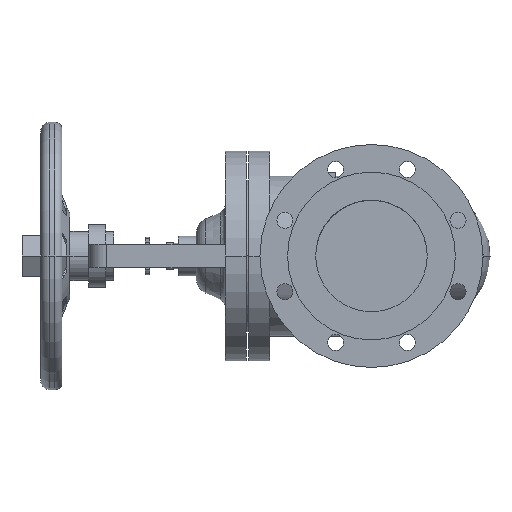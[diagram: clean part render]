
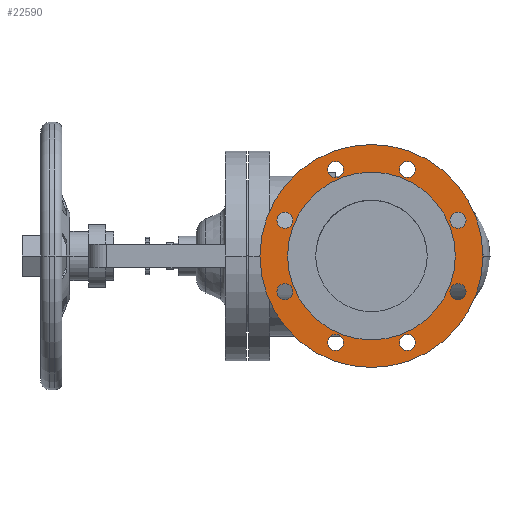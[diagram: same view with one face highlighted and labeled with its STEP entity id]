
A CAD part, left-side view. The second image highlights one B-rep face of the part: STEP entity #22590.
In plain terms, the highlighted planar face has unit normal (-1, 0, 0).
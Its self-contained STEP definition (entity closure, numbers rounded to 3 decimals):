
#10370=CARTESIAN_POINT('',(4.3,0.,-125.));
#10380=VERTEX_POINT('',#10370);
#10540=CARTESIAN_POINT('',(4.3,0.,125.))
;
#10550=VERTEX_POINT('',#10540);
#10580=CARTESIAN_POINT('',(4.3,0.,0.));
#10590=DIRECTION('',(1.,0.,0.));
#10600=DIRECTION('',(0.,0.,-1.));
#10610=AXIS2_PLACEMENT_3D('',#10580,#10590,#10600);
#10620=CIRCLE('',#10610,125.);
#10630=EDGE_CURVE('',#10380,#10550,#10620,.T.);
#10860=CARTESIAN_POINT('',(4.3,40.182,
-88.007));
#10870=VERTEX_POINT('',#10860);
#10900=CARTESIAN_POINT('',(4.3,40.182,
-97.007));
#10910=DIRECTION('',(-1.,0.,0.));
#10920=DIRECTION('',(0.,0.,-1.));
#10930=AXIS2_PLACEMENT_3D('',#10900,#10910,#10920);
#10940=CIRCLE('',#10930,9.);
#10950=CARTESIAN_POINT('',(4.3,40.182,
-106.007));
#10960=VERTEX_POINT('',#10950);
#10970=EDGE_CURVE('',#10960,#10870,#10940,.T.);
#11350=CARTESIAN_POINT('',(4.3,-40.182,
-106.007));
#11360=VERTEX_POINT('',#11350);
#11390=CARTESIAN_POINT('',(4.3,-40.182,
-97.007));
#11400=DIRECTION('',(-1.,0.,0.));
#11410=DIRECTION('',(0.,0.,-1.));
#11420=AXIS2_PLACEMENT_3D('',#11390,#11400,#11410);
#11430=CIRCLE('',#11420,9.);
#11440=CARTESIAN_POINT('',(4.3,-40.182,
-88.007));
#11450=VERTEX_POINT('',#11440);
#11460=EDGE_CURVE('',#11450,#11360,#11430,.T.);
#11840=CARTESIAN_POINT('',(4.3,97.007,
-49.182));
#11850=VERTEX_POINT('',#11840);
#12010=CARTESIAN_POINT('',(4.3,97.007,
-31.182));
#12020=VERTEX_POINT('',#12010);
#12050=CARTESIAN_POINT('',(4.3,97.007,
-40.182));
#12060=DIRECTION('',(-1.,0.,0.));
#12070=DIRECTION('',(0.,0.,-1.));
#12080=AXIS2_PLACEMENT_3D('',#12050,#12060,#12070);
#12090=CIRCLE('',#12080,9.);
#12100=EDGE_CURVE('',#11850,#12020,#12090,.T.);
#12330=CARTESIAN_POINT('',(4.3,-97.007,
-49.182));
#12340=VERTEX_POINT('',#12330);
#12370=CARTESIAN_POINT('',(4.3,-97.007,
-40.182));
#12380=DIRECTION('',(-1.,0.,0.));
#12390=DIRECTION('',(0.,0.,-1.));
#12400=AXIS2_PLACEMENT_3D('',#12370,#12380,#12390);
#12410=CIRCLE('',#12400,9.);
#12420=CARTESIAN_POINT('',(4.3,-97.007,
-31.182));
#12430=VERTEX_POINT('',#12420);
#12440=EDGE_CURVE('',#12430,#12340,#12410,.T.);
#12820=CARTESIAN_POINT('',(4.3,97.007,
31.182));
#12830=VERTEX_POINT('',#12820);
#12990=CARTESIAN_POINT('',(4.3,97.007,
49.182));
#13000=VERTEX_POINT('',#12990);
#13030=CARTESIAN_POINT('',(4.3,97.007,
40.182));
#13040=DIRECTION('',(-1.,0.,0.));
#13050=DIRECTION('',(0.,0.,-1.));
#13060=AXIS2_PLACEMENT_3D('',#13030,#13040,#13050);
#13070=CIRCLE('',#13060,9.);
#13080=EDGE_CURVE('',#12830,#13000,#13070,.T.);
#13310=CARTESIAN_POINT('',(4.3,-97.007,
49.182));
#13320=VERTEX_POINT('',#13310);
#13480=CARTESIAN_POINT('',(4.3,-97.007,
31.182));
#13490=VERTEX_POINT('',#13480);
#13520=CARTESIAN_POINT('',(4.3,-97.007,
40.182));
#13530=DIRECTION('',(-1.,0.,0.));
#13540=DIRECTION('',(0.,0.,-1.));
#13550=AXIS2_PLACEMENT_3D('',#13520,#13530,#13540);
#13560=CIRCLE('',#13550,9.);
#13570=EDGE_CURVE('',#13320,#13490,#13560,.T.);
#13800=CARTESIAN_POINT('',(4.3,40.182,
106.007));
#13810=VERTEX_POINT('',#13800);
#13970=CARTESIAN_POINT('',(4.3,40.182,
88.007));
#13980=VERTEX_POINT('',#13970);
#14010=CARTESIAN_POINT('',(4.3,40.182,
97.007));
#14020=DIRECTION('',(-1.,0.,0.));
#14030=DIRECTION('',(0.,0.,-1.));
#14040=AXIS2_PLACEMENT_3D('',#14010,#14020,#14030);
#14050=CIRCLE('',#14040,9.);
#14060=EDGE_CURVE('',#13810,#13980,#14050,.T.);
#14290=CARTESIAN_POINT('',(4.3,-40.182,
106.007));
#14300=VERTEX_POINT('',#14290);
#14330=CARTESIAN_POINT('',(4.3,-40.182,
97.007));
#14340=DIRECTION('',(-1.,0.,0.));
#14350=DIRECTION('',(0.,0.,-1.));
#14360=AXIS2_PLACEMENT_3D('',#14330,#14340,#14350);
#14370=CIRCLE('',#14360,9.);
#14380=CARTESIAN_POINT('',(4.3,-40.182,
88.007));
#14390=VERTEX_POINT('',#14380);
#14400=EDGE_CURVE('',#14390,#14300,#14370,.T.);
#14780=CARTESIAN_POINT('',(4.3,-94.,0.));
#14790=VERTEX_POINT('',#14780);
#14950=CARTESIAN_POINT('',(4.3,94.,0.));
#14960=VERTEX_POINT('',#14950);
#14990=CARTESIAN_POINT('',(4.3,0.,0.));
#15000=DIRECTION('',(-1.,0.,0.));
#15010=DIRECTION('',(0.,1.,0.));
#15020=AXIS2_PLACEMENT_3D('',#14990,#15000,#15010);
#15030=CIRCLE('',#15020,94.);
#15040=EDGE_CURVE('',#14790,#14960,#15030,.T.);
#22040=CARTESIAN_POINT('',(4.3,109.5,0.)
);
#22050=DIRECTION('',(1.,0.,0.));
#22060=DIRECTION('',(0.,-1.,0.));
#22070=AXIS2_PLACEMENT_3D('',#22040,#22050,#22060);
#22080=PLANE('',#22070);
#22090=EDGE_CURVE('',#14960,#14790,#15030,.T.);
#22100=ORIENTED_EDGE('',*,*,#22090,.F.);
#22110=ORIENTED_EDGE('',*,*,#15040,.F.);
#22120=EDGE_LOOP('',(#22110,#22100));
#22130=FACE_BOUND('',#22120,.T.);
#22140=EDGE_CURVE('',#10550,#10380,#10620,.T.);
#22150=ORIENTED_EDGE('',*,*,#22140,.F.);
#22160=ORIENTED_EDGE('',*,*,#10630,.F.);
#22170=EDGE_LOOP('',(#22160,#22150));
#22180=FACE_OUTER_BOUND('',#22170,.T.);
#22190=EDGE_CURVE('',#10870,#10960,#10940,.T.);
#22200=ORIENTED_EDGE('',*,*,#22190,.F.);
#22210=ORIENTED_EDGE('',*,*,#10970,.F.);
#22220=EDGE_LOOP('',(#22210,#22200));
#22230=FACE_BOUND('',#22220,.T.);
#22240=ORIENTED_EDGE('',*,*,#11460,.F.);
#22250=EDGE_CURVE('',#11360,#11450,#11430,.T.);
#22260=ORIENTED_EDGE('',*,*,#22250,.F.);
#22270=EDGE_LOOP('',(#22260,#22240));
#22280=FACE_BOUND('',#22270,.T.);
#22290=EDGE_CURVE('',#12020,#11850,#12090,.T.);
#22300=ORIENTED_EDGE('',*,*,#22290,.F.);
#22310=ORIENTED_EDGE('',*,*,#12100,.F.);
#22320=EDGE_LOOP('',(#22310,#22300));
#22330=FACE_BOUND('',#22320,.T.);
#22340=ORIENTED_EDGE('',*,*,#12440,.F.);
#22350=EDGE_CURVE('',#12340,#12430,#12410,.T.);
#22360=ORIENTED_EDGE('',*,*,#22350,.F.);
#22370=EDGE_LOOP('',(#22360,#22340));
#22380=FACE_BOUND('',#22370,.T.);
#22390=EDGE_CURVE('',#13000,#12830,#13070,.T.);
#22400=ORIENTED_EDGE('',*,*,#22390,.F.);
#22410=ORIENTED_EDGE('',*,*,#13080,.F.);
#22420=EDGE_LOOP('',(#22410,#22400));
#22430=FACE_BOUND('',#22420,.T.);
#22440=EDGE_CURVE('',#13490,#13320,#13560,.T.);
#22450=ORIENTED_EDGE('',*,*,#22440,.F.);
#22460=ORIENTED_EDGE('',*,*,#13570,.F.);
#22470=EDGE_LOOP('',(#22460,#22450));
#22480=FACE_BOUND('',#22470,.T.);
#22490=EDGE_CURVE('',#13980,#13810,#14050,.T.);
#22500=ORIENTED_EDGE('',*,*,#22490,.F.);
#22510=ORIENTED_EDGE('',*,*,#14060,.F.);
#22520=EDGE_LOOP('',(#22510,#22500));
#22530=FACE_BOUND('',#22520,.T.);
#22540=EDGE_CURVE('',#14300,#14390,#14370,.T.);
#22550=ORIENTED_EDGE('',*,*,#22540,.F.);
#22560=ORIENTED_EDGE('',*,*,#14400,.F.);
#22570=EDGE_LOOP('',(#22560,#22550));
#22580=FACE_BOUND('',#22570,.T.);
#22590=ADVANCED_FACE('',(#22130,#22180,#22230,#22280,#22330,#22380,
#22430,#22480,#22530,#22580),#22080,.F.);
